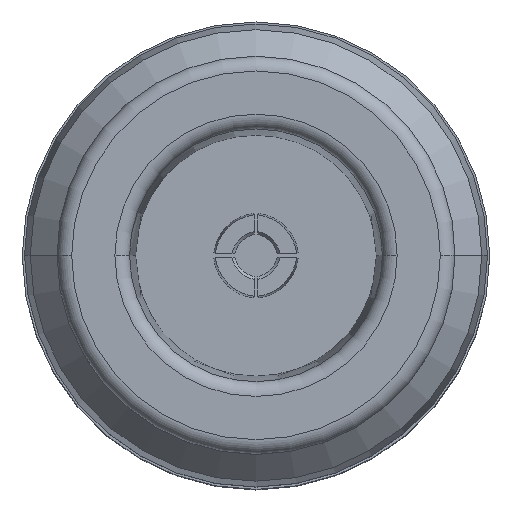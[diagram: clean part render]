
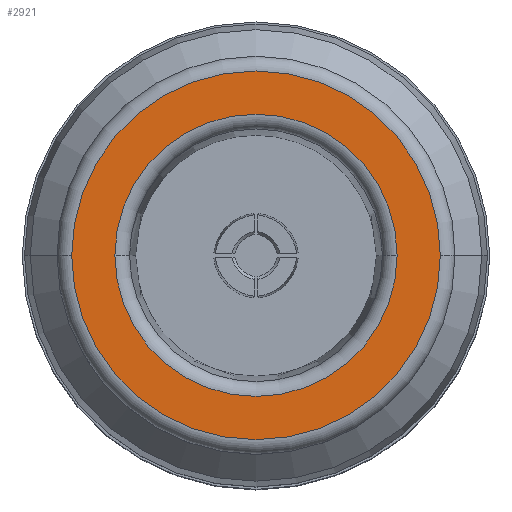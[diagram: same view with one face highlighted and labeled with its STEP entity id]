
A CAD part, top view. The second image highlights one B-rep face of the part: STEP entity #2921.
In plain terms, the highlighted planar face has unit normal (0, 0, 1).
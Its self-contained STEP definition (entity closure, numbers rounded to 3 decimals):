
#171 = VERTEX_POINT ( 'NONE', #2900 ) ;
#206 = CARTESIAN_POINT ( 'NONE',  ( 6.25, 0., 0. ) ) ;
#293 = DIRECTION ( 'NONE',  ( 0., 0., -1. ) ) ;
#454 = ORIENTED_EDGE ( 'NONE', *, *, #2661, .T. ) ;
#489 = AXIS2_PLACEMENT_3D ( 'NONE', #1053, #3247, #1371 ) ;
#583 = CARTESIAN_POINT ( 'NONE',  ( 0., 0., 0. ) ) ;
#613 = CARTESIAN_POINT ( 'NONE',  ( -6.25, 0., 0. ) ) ;
#705 = CIRCLE ( 'NONE', #1601, 6.25 ) ;
#735 = PLANE ( 'NONE',  #489 ) ;
#744 = AXIS2_PLACEMENT_3D ( 'NONE', #3510, #1627, #3828 ) ;
#891 = DIRECTION ( 'NONE',  ( -1., 0., 0. ) ) ;
#1053 = CARTESIAN_POINT ( 'NONE',  ( 0., 0., 0. ) ) ;
#1317 = VERTEX_POINT ( 'NONE', #206 ) ;
#1327 = FACE_OUTER_BOUND ( 'NONE', #2049, .T. ) ;
#1371 = DIRECTION ( 'NONE',  ( -1., 0., 0. ) ) ;
#1601 = AXIS2_PLACEMENT_3D ( 'NONE', #3520, #1642, #3844 ) ;
#1627 = DIRECTION ( 'NONE',  ( 0., 0., -1. ) ) ;
#1642 = DIRECTION ( 'NONE',  ( 0., 0., 1. ) ) ;
#1778 = EDGE_LOOP ( 'NONE', ( #3898, #3566 ) ) ;
#1863 = VERTEX_POINT ( 'NONE', #4051 ) ;
#1898 = VERTEX_POINT ( 'NONE', #613 ) ;
#2049 = EDGE_LOOP ( 'NONE', ( #454, #3481 ) ) ;
#2139 = CARTESIAN_POINT ( 'NONE',  ( 0., 0., 0. ) ) ;
#2250 = EDGE_CURVE ( 'NONE', #171, #1863, #3813, .T. ) ;
#2350 = CIRCLE ( 'NONE', #3429, 4.785 ) ;
#2435 = CIRCLE ( 'NONE', #3232, 6.25 ) ;
#2444 = DIRECTION ( 'NONE',  ( -1., 0., 0. ) ) ;
#2661 = EDGE_CURVE ( 'NONE', #1898, #1317, #2435, .T. ) ;
#2697 = EDGE_CURVE ( 'NONE', #1863, #171, #2350, .T. ) ;
#2755 = DIRECTION ( 'NONE',  ( 0., 0., 1. ) ) ;
#2848 = EDGE_CURVE ( 'NONE', #1317, #1898, #705, .T. ) ;
#2900 = CARTESIAN_POINT ( 'NONE',  ( 4.785, 0., 0. ) ) ;
#2921 = ADVANCED_FACE ( 'NONE', ( #2985, #1327 ), #735, .F. ) ;
#2985 = FACE_BOUND ( 'NONE', #1778, .T. ) ;
#3232 = AXIS2_PLACEMENT_3D ( 'NONE', #583, #2755, #891 ) ;
#3247 = DIRECTION ( 'NONE',  ( 0., 0., -1. ) ) ;
#3429 = AXIS2_PLACEMENT_3D ( 'NONE', #2139, #293, #2444 ) ;
#3481 = ORIENTED_EDGE ( 'NONE', *, *, #2848, .T. ) ;
#3510 = CARTESIAN_POINT ( 'NONE',  ( 0., 0., 0. ) ) ;
#3520 = CARTESIAN_POINT ( 'NONE',  ( 0., 0., 0. ) ) ;
#3566 = ORIENTED_EDGE ( 'NONE', *, *, #2250, .T. ) ;
#3813 = CIRCLE ( 'NONE', #744, 4.785 ) ;
#3828 = DIRECTION ( 'NONE',  ( -1., 0., 0. ) ) ;
#3844 = DIRECTION ( 'NONE',  ( -1., 0., 0. ) ) ;
#3898 = ORIENTED_EDGE ( 'NONE', *, *, #2697, .T. ) ;
#4051 = CARTESIAN_POINT ( 'NONE',  ( -4.785, 0., 0. ) ) ;
